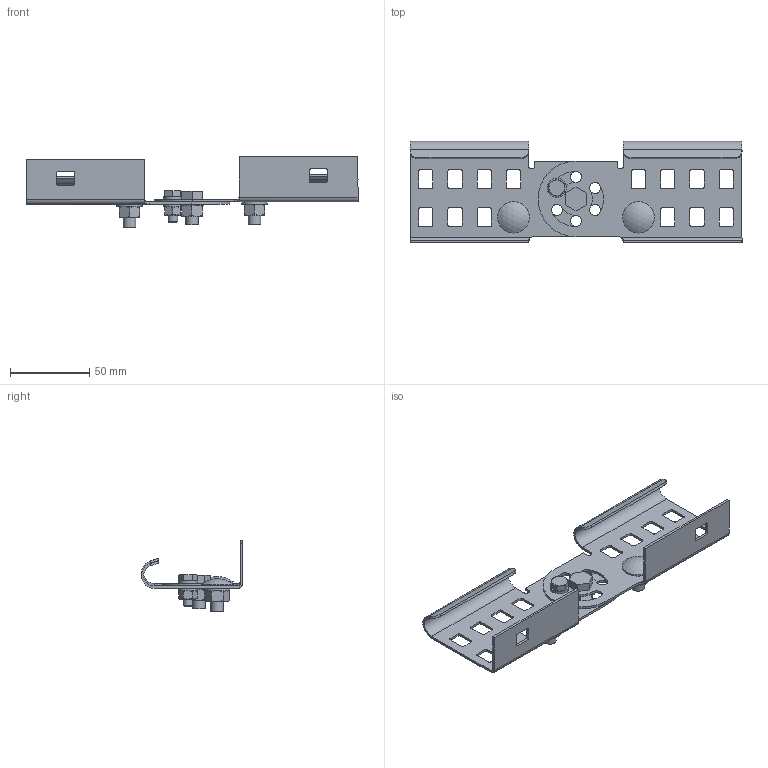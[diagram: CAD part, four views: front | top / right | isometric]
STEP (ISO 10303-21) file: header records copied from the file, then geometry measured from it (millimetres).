
FILE_DESCRIPTION (( 'STEP AP214' ), '1' );
FILE_NAME ('6208944.stp', '2022-07-15T11:12:04', ( '' ), ( '' ), 'SwSTEP 2.0', 'SolidWorks 2020', '' );
FILE_SCHEMA (( 'AUTOMOTIVE_DESIGN' ));
Length unit declared in the file: millimetre
Products named in the file (11): 034542_M8; 018945_Washer ISO 7089 - 8; KTS 07.026-017_Version left; 011424_Hexagon Nut ISO 4032 - M6 - D - C; 009241_DIN 6798-A8.4; 6208944; KTS 07.026-017_Version right; 011422_Washer DIN 125 - A 6.4; 011423_Hexagon Nut ISO 4032 - M8 - D - C; 011425_ISO 4017 - M6 x 16-C; KTS 14.002-050_M8x16
Assembly tree (15 placements, depth 2):
  6208944
    KTS 07.026-017_Version right
    009241_DIN 6798-A8.4
    011423_Hexagon Nut ISO 4032 - M8 - D - C  x3
    034542_M8
    011425_ISO 4017 - M6 x 16-C
    KTS 07.026-017_Version left
    011424_Hexagon Nut ISO 4032 - M6 - D - C
    011422_Washer DIN 125 - A 6.4  x2
    KTS 14.002-050_M8x16  x2
    018945_Washer ISO 7089 - 8  x2
Bounding box: 210 x 64 x 44.5 mm (x, y, z)
Volume: 36092.4 mm3; surface area: 46667.9 mm2
Topology: 15 solids, 15 shells, 437 faces, 1157 edges, 726 vertices
Faces by surface type: plane 214, cylinder 136, cone 55, bspline 30, sphere 2
Full cylindrical faces by diameter (mm): 5 x1, 6 x1, 6.4 x2, 6.8 x3, 8 x3, 8.4 x3, 9.5 x2, 12 x2, 15 x1, 16 x2, 20 x2
Entity records: 13047 total; most frequent: CARTESIAN_POINT 3211, ORIENTED_EDGE 1968, DIRECTION 1900, EDGE_CURVE 984, AXIS2_PLACEMENT_3D 678, VERTEX_POINT 648, LINE 544, VECTOR 544
